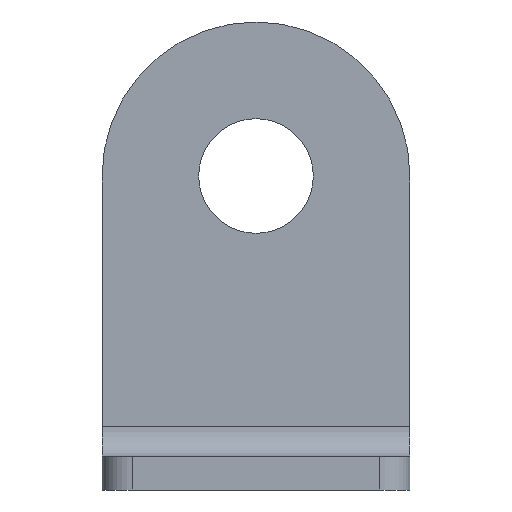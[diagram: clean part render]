
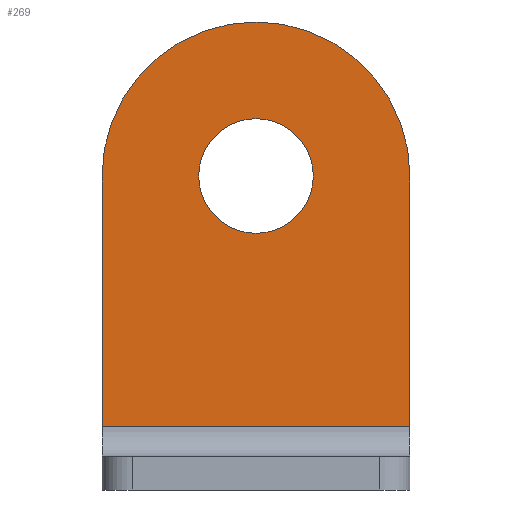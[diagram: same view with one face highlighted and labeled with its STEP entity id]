
A CAD part, left-side view. The second image highlights one B-rep face of the part: STEP entity #269.
In plain terms, the highlighted planar face has unit normal (-1, 0, 0).
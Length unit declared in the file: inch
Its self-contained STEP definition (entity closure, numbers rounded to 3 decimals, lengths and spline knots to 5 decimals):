
#2 = DIRECTION ( 'NONE',  ( 0., 0., -1. ) ) ;
#19 = CARTESIAN_POINT ( 'NONE',  ( 1.42268, -0.4875, 1.04 ) ) ;
#80 = AXIS2_PLACEMENT_3D ( 'NONE', #19, #532, #463 ) ;
#84 = LINE ( 'NONE', #647, #169 ) ;
#147 = AXIS2_PLACEMENT_3D ( 'NONE', #349, #829, #626 ) ;
#150 = CIRCLE ( 'NONE', #80, 0.51 ) ;
#169 = VECTOR ( 'NONE', #200, 39.37008 ) ;
#178 = DIRECTION ( 'NONE',  ( 0., 0., -1. ) ) ;
#188 = EDGE_CURVE ( 'NONE', #311, #924, #84, .T. ) ;
#196 = LINE ( 'NONE', #222, #834 ) ;
#200 = DIRECTION ( 'NONE',  ( 0., -1., 0. ) ) ;
#201 = CARTESIAN_POINT ( 'NONE',  ( 1.42268, -0.9975, 1.04 ) ) ;
#218 = DIRECTION ( 'NONE',  ( 1., 0., 0. ) ) ;
#222 = CARTESIAN_POINT ( 'NONE',  ( 1.42268, 0.0225, 1.56 ) ) ;
#226 = EDGE_CURVE ( 'NONE', #904, #311, #196, .T. ) ;
#269 = ADVANCED_FACE ( 'NONE', ( #684, #598 ), #445, .F. ) ;
#302 = AXIS2_PLACEMENT_3D ( 'NONE', #885, #883, #322 ) ;
#305 = ORIENTED_EDGE ( 'NONE', *, *, #537, .T. ) ;
#306 = CIRCLE ( 'NONE', #147, 0.19 ) ;
#311 = VERTEX_POINT ( 'NONE', #556 ) ;
#318 = ORIENTED_EDGE ( 'NONE', *, *, #226, .T. ) ;
#320 = ORIENTED_EDGE ( 'NONE', *, *, #331, .F. ) ;
#322 = DIRECTION ( 'NONE',  ( 0., 0., -1. ) ) ;
#331 = EDGE_CURVE ( 'NONE', #810, #924, #642, .T. ) ;
#349 = CARTESIAN_POINT ( 'NONE',  ( 1.42268, -0.4875, 1.04 ) ) ;
#376 = CIRCLE ( 'NONE', #302, 0.19 ) ;
#439 = CARTESIAN_POINT ( 'NONE',  ( 1.42268, -0.4875, 0.85 ) ) ;
#441 = EDGE_LOOP ( 'NONE', ( #305, #739 ) ) ;
#445 = PLANE ( 'NONE',  #766 ) ;
#458 = VECTOR ( 'NONE', #178, 39.37008 ) ;
#463 = DIRECTION ( 'NONE',  ( 0., 0., -1. ) ) ;
#476 = EDGE_CURVE ( 'NONE', #763, #861, #376, .T. ) ;
#485 = CARTESIAN_POINT ( 'NONE',  ( 1.42268, -0.9975, 1.56 ) ) ;
#518 = CARTESIAN_POINT ( 'NONE',  ( 1.42268, 0., 1.56 ) ) ;
#532 = DIRECTION ( 'NONE',  ( 1., 0., 0. ) ) ;
#537 = EDGE_CURVE ( 'NONE', #861, #763, #306, .T. ) ;
#556 = CARTESIAN_POINT ( 'NONE',  ( 1.42268, 0.0225, 0.21 ) ) ;
#589 = DIRECTION ( 'NONE',  ( 0., 0., -1. ) ) ;
#598 = FACE_OUTER_BOUND ( 'NONE', #847, .T. ) ;
#615 = CARTESIAN_POINT ( 'NONE',  ( 1.42268, -0.9975, 0.21 ) ) ;
#620 = ORIENTED_EDGE ( 'NONE', *, *, #633, .F. ) ;
#626 = DIRECTION ( 'NONE',  ( 0., 0., -1. ) ) ;
#633 = EDGE_CURVE ( 'NONE', #904, #810, #150, .T. ) ;
#642 = LINE ( 'NONE', #485, #458 ) ;
#647 = CARTESIAN_POINT ( 'NONE',  ( 1.42268, 0., 0.21 ) ) ;
#684 = FACE_BOUND ( 'NONE', #441, .T. ) ;
#694 = ORIENTED_EDGE ( 'NONE', *, *, #188, .T. ) ;
#739 = ORIENTED_EDGE ( 'NONE', *, *, #476, .T. ) ;
#763 = VERTEX_POINT ( 'NONE', #917 ) ;
#766 = AXIS2_PLACEMENT_3D ( 'NONE', #518, #218, #2 ) ;
#810 = VERTEX_POINT ( 'NONE', #201 ) ;
#829 = DIRECTION ( 'NONE',  ( 1., 0., 0. ) ) ;
#834 = VECTOR ( 'NONE', #589, 39.37008 ) ;
#847 = EDGE_LOOP ( 'NONE', ( #318, #694, #320, #620 ) ) ;
#861 = VERTEX_POINT ( 'NONE', #439 ) ;
#883 = DIRECTION ( 'NONE',  ( 1., 0., 0. ) ) ;
#885 = CARTESIAN_POINT ( 'NONE',  ( 1.42268, -0.4875, 1.04 ) ) ;
#894 = CARTESIAN_POINT ( 'NONE',  ( 1.42268, 0.0225, 1.04 ) ) ;
#904 = VERTEX_POINT ( 'NONE', #894 ) ;
#917 = CARTESIAN_POINT ( 'NONE',  ( 1.42268, -0.4875, 1.23 ) ) ;
#924 = VERTEX_POINT ( 'NONE', #615 ) ;
